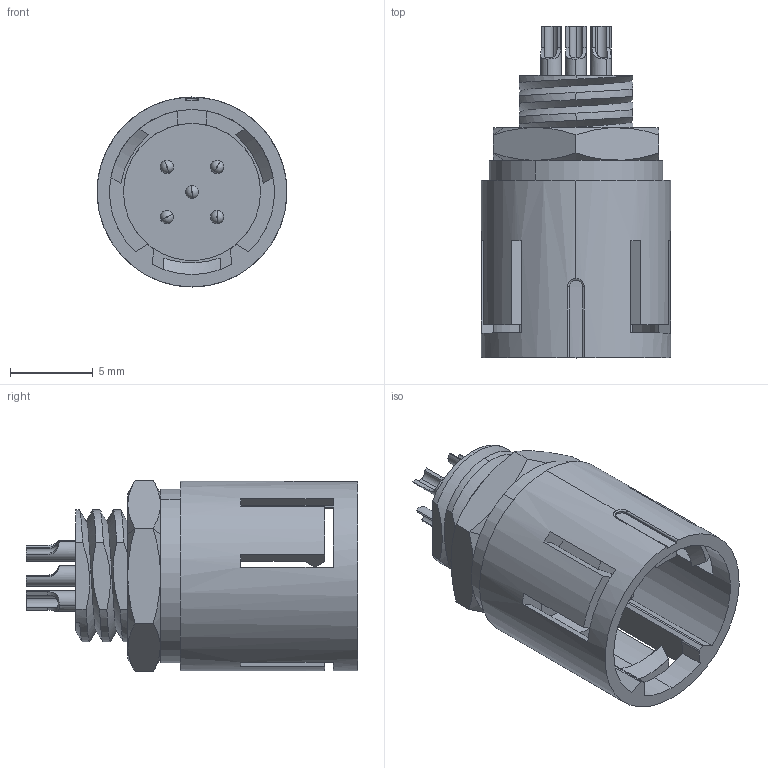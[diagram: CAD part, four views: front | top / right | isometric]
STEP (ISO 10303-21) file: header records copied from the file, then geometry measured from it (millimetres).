
FILE_DESCRIPTION (( 'STEP AP203' ), '1' );
FILE_NAME ('P80.STEP', '2020-03-31T02:12:57', ( 'edpusr' ), ( 'Microsoft' ), 'SwSTEP 2.0', 'SolidWorks 2015', '' );
FILE_SCHEMA (( 'CONFIG_CONTROL_DESIGN' ));
Length unit declared in the file: millimetre
Products named in the file (1): P80
Bounding box: 11.5 x 20.1 x 11.55 mm (x, y, z)
Volume: 846.9 mm3; surface area: 1381.2 mm2
Topology: 1 solids, 1 shells, 195 faces, 556 edges, 364 vertices
Faces by surface type: cylinder 85, plane 84, bspline 12, torus 10, cone 4
Entity records: 7821 total; most frequent: CARTESIAN_POINT 2754, ORIENTED_EDGE 1112, DIRECTION 995, EDGE_CURVE 556, AXIS2_PLACEMENT_3D 370, VERTEX_POINT 364, LINE 255, VECTOR 255
